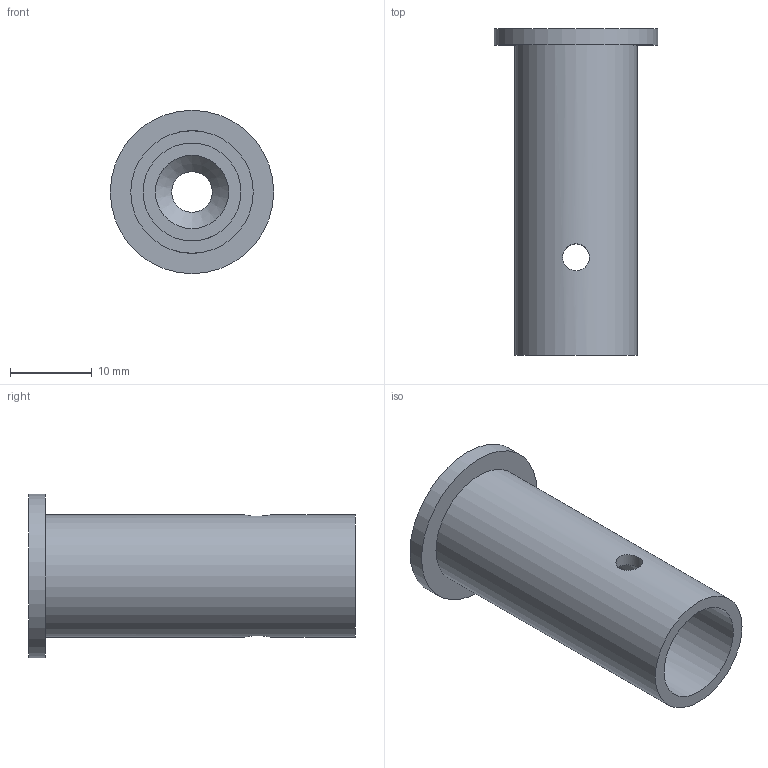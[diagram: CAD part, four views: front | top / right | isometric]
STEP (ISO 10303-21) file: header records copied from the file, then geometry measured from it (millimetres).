
FILE_DESCRIPTION(/* description */ (''),/* implementation_level */ '2;1');
FILE_NAME(/* name */ '5f46ac5d38339615d127820c',/* time_stamp */ '2020-08-26T18:39:26+00:00',/* author */ (''),/* organization */ (''),/* preprocessor_version */ 'ST-DEVELOPER v16.7',/* originating_system */ $,/* authorisation */ $);
FILE_SCHEMA (('AUTOMOTIVE_DESIGN {1 0 10303 214 3 1 1}'));
Length unit declared in the file: metre
Products named in the file (1): wallfixation-outer
Bounding box: 20 x 40 x 20 mm (x, y, z)
Volume: 2941.7 mm3; surface area: 3953.9 mm2
Topology: 1 solids, 1 shells, 10 faces, 23 edges, 15 vertices
Faces by surface type: cylinder 5, plane 4, cone 1
Full cylindrical faces by diameter (mm): 3.3 x2, 12 x1, 15 x1, 20 x1
Entity records: 294 total; most frequent: CARTESIAN_POINT 75, DIRECTION 38, ORIENTED_EDGE 24, EDGE_LOOP 24, FACE_BOUND 24, AXIS2_PLACEMENT_3D 19, EDGE_CURVE 12, VERTEX_POINT 12
